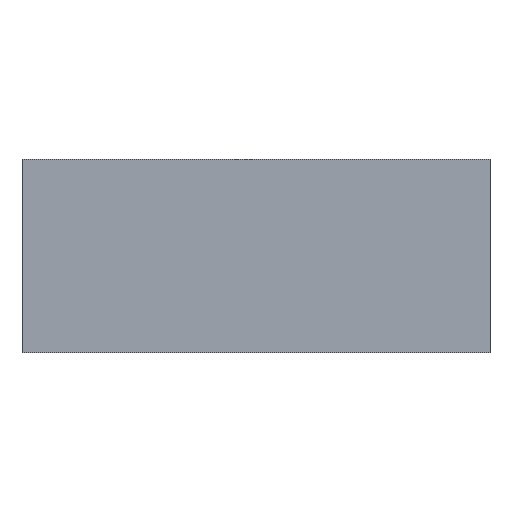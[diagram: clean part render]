
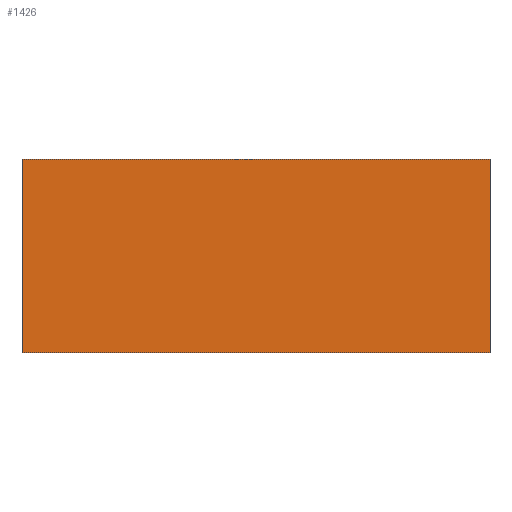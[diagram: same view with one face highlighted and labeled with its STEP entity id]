
A CAD part, top view. The second image highlights one B-rep face of the part: STEP entity #1426.
In plain terms, the highlighted planar face has unit normal (0, 0, 1).
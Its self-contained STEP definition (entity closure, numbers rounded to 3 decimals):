
#51 = DIRECTION ( 'NONE',  ( 0., 0., 1. ) ) ;
#88 = DIRECTION ( 'NONE',  ( 1., 0., 0. ) ) ;
#93 = EDGE_CURVE ( 'NONE', #230, #1056, #398, .T. ) ;
#161 = ORIENTED_EDGE ( 'NONE', *, *, #93, .F. ) ;
#205 = AXIS2_PLACEMENT_3D ( 'NONE', #1120, #51, #88 ) ;
#206 = ORIENTED_EDGE ( 'NONE', *, *, #526, .T. ) ;
#222 = DIRECTION ( 'NONE',  ( 0., -1., 0. ) ) ;
#230 = VERTEX_POINT ( 'NONE', #999 ) ;
#252 = CARTESIAN_POINT ( 'NONE',  ( -19.2, 4.2, 2.4 ) ) ;
#302 = CARTESIAN_POINT ( 'NONE',  ( -19.2, 4.2, 2.4 ) ) ;
#373 = CARTESIAN_POINT ( 'NONE',  ( -19.2, -4.2, 2.4 ) ) ;
#398 = LINE ( 'NONE', #1444, #983 ) ;
#478 = ORIENTED_EDGE ( 'NONE', *, *, #537, .T. ) ;
#526 = EDGE_CURVE ( 'NONE', #230, #1279, #538, .T. ) ;
#529 = FACE_OUTER_BOUND ( 'NONE', #1390, .T. ) ;
#537 = EDGE_CURVE ( 'NONE', #1072, #1056, #1557, .T. ) ;
#538 = LINE ( 'NONE', #252, #1855 ) ;
#627 = DIRECTION ( 'NONE',  ( 0., -1., 0. ) ) ;
#699 = EDGE_CURVE ( 'NONE', #1279, #1072, #1818, .T. ) ;
#921 = VECTOR ( 'NONE', #1288, 1000. ) ;
#983 = VECTOR ( 'NONE', #222, 1000. ) ;
#999 = CARTESIAN_POINT ( 'NONE',  ( 1.12, 4.2, 2.4 ) ) ;
#1056 = VERTEX_POINT ( 'NONE', #1698 ) ;
#1072 = VERTEX_POINT ( 'NONE', #1252 ) ;
#1120 = CARTESIAN_POINT ( 'NONE',  ( 0., 0., 2.4 ) ) ;
#1151 = ORIENTED_EDGE ( 'NONE', *, *, #699, .T. ) ;
#1252 = CARTESIAN_POINT ( 'NONE',  ( -19.2, -4.2, 2.4 ) ) ;
#1277 = DIRECTION ( 'NONE',  ( -1., 0., 0. ) ) ;
#1279 = VERTEX_POINT ( 'NONE', #1769 ) ;
#1288 = DIRECTION ( 'NONE',  ( 1., 0., 0. ) ) ;
#1390 = EDGE_LOOP ( 'NONE', ( #161, #206, #1151, #478 ) ) ;
#1426 = ADVANCED_FACE ( 'NONE', ( #529 ), #1551, .T. ) ;
#1444 = CARTESIAN_POINT ( 'NONE',  ( 1.12, 4.2, 2.4 ) ) ;
#1551 = PLANE ( 'NONE',  #205 ) ;
#1557 = LINE ( 'NONE', #373, #921 ) ;
#1698 = CARTESIAN_POINT ( 'NONE',  ( 1.12, -4.2, 2.4 ) ) ;
#1769 = CARTESIAN_POINT ( 'NONE',  ( -19.2, 4.2, 2.4 ) ) ;
#1818 = LINE ( 'NONE', #302, #1848 ) ;
#1848 = VECTOR ( 'NONE', #627, 1000. ) ;
#1855 = VECTOR ( 'NONE', #1277, 1000. ) ;
